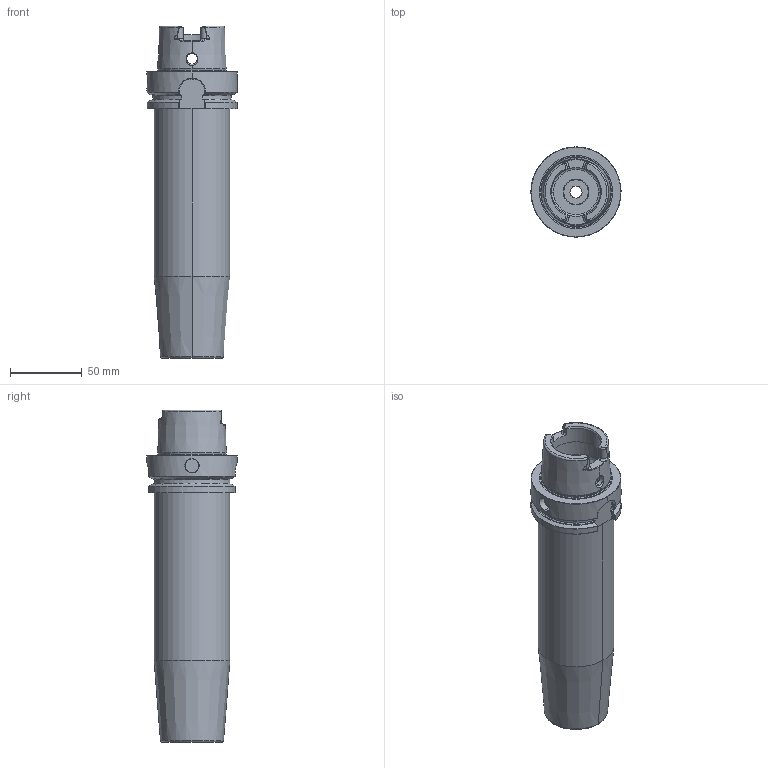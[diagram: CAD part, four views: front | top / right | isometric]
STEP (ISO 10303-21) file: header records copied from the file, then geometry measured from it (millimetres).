
FILE_DESCRIPTION (( 'STEP AP214' ), '1' );
FILE_NAME ('99.A63.025 x=200_step.STEP', '2021-05-03T12:31:15', ( '' ), ( '' ), 'SwSTEP 2.0', 'SolidWorks 2018', '' );
FILE_SCHEMA (( 'AUTOMOTIVE_DESIGN' ));
Length unit declared in the file: millimetre
Products named in the file (1): 99.A63.025 x=200_step
Bounding box: 62.94 x 62.94 x 231.9 mm (x, y, z)
Volume: 407362.9 mm3; surface area: 57555.5 mm2
Topology: 1 solids, 1 shells, 239 faces, 587 edges, 350 vertices
Faces by surface type: cylinder 59, plane 57, torus 49, cone 37, bspline 37
Entity records: 10978 total; most frequent: CARTESIAN_POINT 5364, ORIENTED_EDGE 1174, DIRECTION 1024, EDGE_CURVE 587, AXIS2_PLACEMENT_3D 428, VERTEX_POINT 350, EDGE_LOOP 245, FACE_OUTER_BOUND 239
